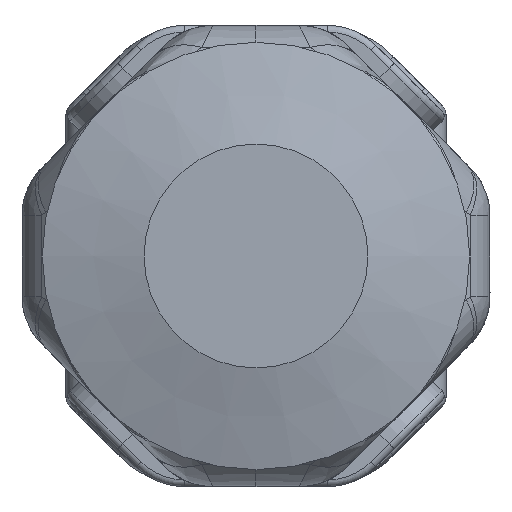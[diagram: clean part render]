
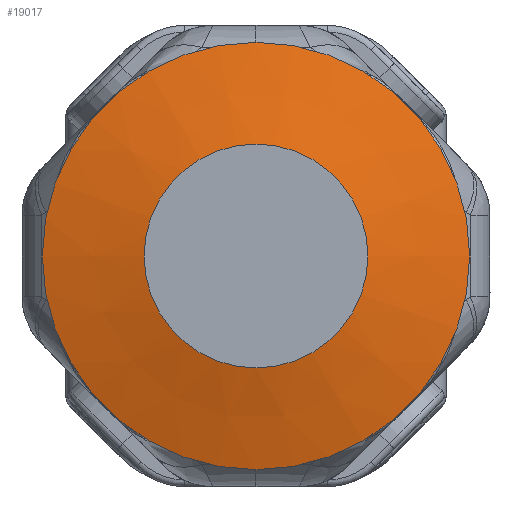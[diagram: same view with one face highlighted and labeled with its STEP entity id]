
A CAD part, front view. The second image highlights one B-rep face of the part: STEP entity #19017.
In plain terms, the highlighted conical face has half-angle 75 degrees and reference radius 24 mm.
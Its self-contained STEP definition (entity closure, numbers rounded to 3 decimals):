
#3580=CONICAL_SURFACE('',#20356,24.,75.);
#4058=FACE_BOUND('',#5678,.T.);
#4480=FACE_OUTER_BOUND('',#5677,.T.);
#5677=EDGE_LOOP('',(#12928));
#5678=EDGE_LOOP('',(#12929));
#7272=CIRCLE('',#20357,31.5);
#7273=CIRCLE('',#20358,16.5);
#8271=VERTEX_POINT('',#28567);
#8272=VERTEX_POINT('',#28569);
#10110=EDGE_CURVE('',#8271,#8271,#7272,.T.);
#10111=EDGE_CURVE('',#8272,#8272,#7273,.T.);
#12928=ORIENTED_EDGE('',*,*,#10110,.T.);
#12929=ORIENTED_EDGE('',*,*,#10111,.T.);
#19017=ADVANCED_FACE('',(#4480,#4058),#3580,.T.);
#20356=AXIS2_PLACEMENT_3D('',#28566,#22683,#22684);
#20357=AXIS2_PLACEMENT_3D('',#28568,#22685,#22686);
#20358=AXIS2_PLACEMENT_3D('',#28570,#22687,#22688);
#22683=DIRECTION('center_axis',(0.,1.,0.));
#22684=DIRECTION('ref_axis',(1.,0.,0.));
#22685=DIRECTION('center_axis',(0.,-1.,0.));
#22686=DIRECTION('ref_axis',(1.,0.,0.));
#22687=DIRECTION('center_axis',(0.,1.,0.));
#22688=DIRECTION('ref_axis',(1.,0.,0.));
#28566=CARTESIAN_POINT('Origin',(0.,2.01,0.));
#28567=CARTESIAN_POINT('',(-31.5,4.019,0.));
#28568=CARTESIAN_POINT('Origin',(0.,4.019,0.));
#28569=CARTESIAN_POINT('',(-16.5,0.,0.));
#28570=CARTESIAN_POINT('Origin',(0.,0.,0.));
